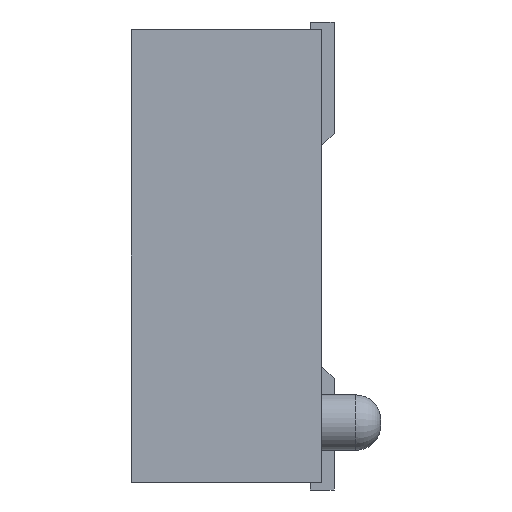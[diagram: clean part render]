
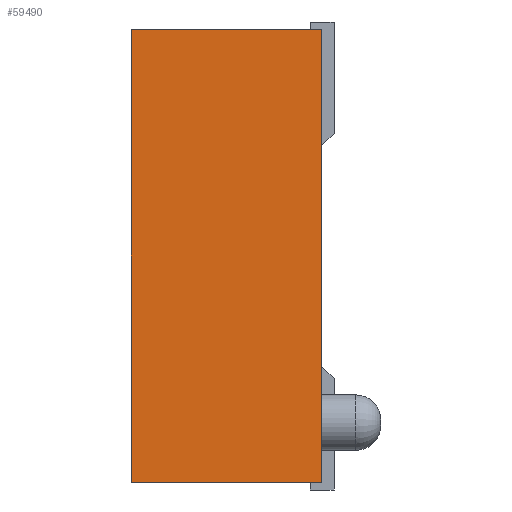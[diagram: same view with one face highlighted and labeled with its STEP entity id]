
A CAD part, left-side view. The second image highlights one B-rep face of the part: STEP entity #59490.
In plain terms, the highlighted planar face has unit normal (-1, 0, 0).
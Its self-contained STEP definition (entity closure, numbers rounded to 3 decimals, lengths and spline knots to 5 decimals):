
#14087=ORIENTED_EDGE('',*,*,#24762,.T.);
#14088=ORIENTED_EDGE('',*,*,#24763,.F.);
#14089=ORIENTED_EDGE('',*,*,#24746,.F.);
#14090=ORIENTED_EDGE('',*,*,#24760,.T.);
#24746=EDGE_CURVE('',#30804,#30805,#38792,.T.);
#24760=EDGE_CURVE('',#30804,#30818,#38806,.T.);
#24762=EDGE_CURVE('',#30818,#30819,#38808,.T.);
#24763=EDGE_CURVE('',#30805,#30819,#38809,.T.);
#30804=VERTEX_POINT('',#92437);
#30805=VERTEX_POINT('',#92439);
#30818=VERTEX_POINT('',#92466);
#30819=VERTEX_POINT('',#92471);
#38792=LINE('',#92438,#47356);
#38806=LINE('',#92467,#47370);
#38808=LINE('',#92470,#47372);
#38809=LINE('',#92472,#47373);
#47356=VECTOR('',#75286,39.37008);
#47370=VECTOR('',#75302,39.37008);
#47372=VECTOR('',#75306,39.37008);
#47373=VECTOR('',#75307,39.37008);
#50695=EDGE_LOOP('',(#14087,#14088,#14089,#14090));
#53631=FACE_BOUND('',#50695,.T.);
#56566=PLANE('',#62445);
#59490=ADVANCED_FACE('',(#53631),#56566,.F.);
#62445=AXIS2_PLACEMENT_3D('',#92469,#75304,#75305);
#75286=DIRECTION('',(0.,0.,1.));
#75302=DIRECTION('',(0.,-1.,0.));
#75304=DIRECTION('',(1.,0.,0.));
#75305=DIRECTION('',(0.,0.,-1.));
#75306=DIRECTION('',(0.,0.,1.));
#75307=DIRECTION('',(0.,-1.,0.));
#92437=CARTESIAN_POINT('',(-1.00945,0.128,-0.1425));
#92438=CARTESIAN_POINT('',(-1.00945,0.128,-0.1425));
#92439=CARTESIAN_POINT('',(-1.00945,0.128,0.1425));
#92466=CARTESIAN_POINT('',(-1.00945,0.008,-0.1425));
#92467=CARTESIAN_POINT('',(-1.00945,0.128,-0.1425));
#92469=CARTESIAN_POINT('',(-1.00945,0.128,-0.1425));
#92470=CARTESIAN_POINT('',(-1.00945,0.008,-0.1425));
#92471=CARTESIAN_POINT('',(-1.00945,0.008,0.1425));
#92472=CARTESIAN_POINT('',(-1.00945,0.128,0.1425));
